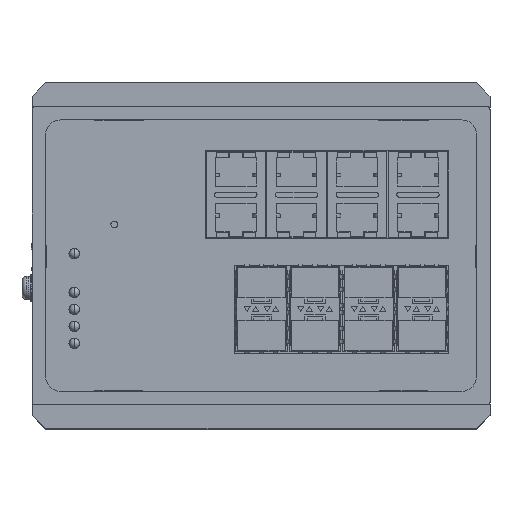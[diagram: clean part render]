
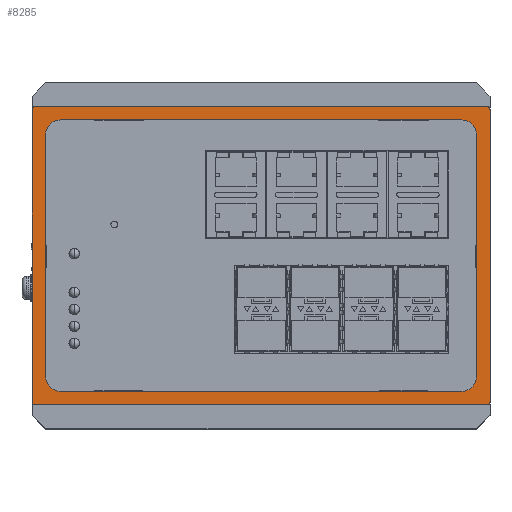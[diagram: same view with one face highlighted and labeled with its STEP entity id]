
A CAD part, top view. The second image highlights one B-rep face of the part: STEP entity #8285.
In plain terms, the highlighted face is planar.
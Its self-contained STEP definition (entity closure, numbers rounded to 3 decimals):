
#6132=DIRECTION('',(1.,0.,0.));
#6133=VECTOR('',#6132,118.4);
#6134=CARTESIAN_POINT('',(-85.772,-24.845,0.));
#6135=LINE('',#6134,#6133);
#6568=CARTESIAN_POINT('',(-93.072,58.155,0.));
#6569=DIRECTION('',(0.,0.,1.));
#6570=DIRECTION('',(0.,1.,0.));
#6571=AXIS2_PLACEMENT_3D('',#6568,#6569,#6570);
#6573=DIRECTION('',(0.,-1.,0.));
#6574=VECTOR('',#6573,86.);
#6575=CARTESIAN_POINT('',(-94.072,58.155,0.));
#6576=LINE('',#6575,#6574);
#6577=CARTESIAN_POINT('',(-93.072,-27.845,0.));
#6578=DIRECTION('',(0.,0.,1.));
#6579=DIRECTION('',(-1.,0.,0.));
#6580=AXIS2_PLACEMENT_3D('',#6577,#6578,#6579);
#6582=DIRECTION('',(1.,0.,0.));
#6583=VECTOR('',#6582,133.);
#6584=CARTESIAN_POINT('',(-93.072,-28.845,0.));
#6585=LINE('',#6584,#6583);
#6586=CARTESIAN_POINT('',(39.928,-27.845,0.));
#6587=DIRECTION('',(0.,0.,1.));
#6588=DIRECTION('',(0.,-1.,0.));
#6589=AXIS2_PLACEMENT_3D('',#6586,#6587,#6588);
#6591=DIRECTION('',(0.,1.,0.));
#6592=VECTOR('',#6591,86.);
#6593=CARTESIAN_POINT('',(40.928,-27.845,0.));
#6594=LINE('',#6593,#6592);
#6595=CARTESIAN_POINT('',(39.928,58.155,0.));
#6596=DIRECTION('',(0.,0.,1.));
#6597=DIRECTION('',(1.,0.,0.));
#6598=AXIS2_PLACEMENT_3D('',#6595,#6596,#6597);
#6600=DIRECTION('',(-1.,0.,0.));
#6601=VECTOR('',#6600,133.);
#6602=CARTESIAN_POINT('',(39.928,59.155,0.));
#6603=LINE('',#6602,#6601);
#6604=CARTESIAN_POINT('',(-85.772,50.855,0.));
#6605=DIRECTION('',(0.,0.,-1.));
#6606=DIRECTION('',(-1.,0.,0.));
#6607=AXIS2_PLACEMENT_3D('',#6604,#6605,#6606);
#6609=CARTESIAN_POINT('',(32.628,50.855,0.));
#6610=DIRECTION('',(0.,0.,-1.));
#6611=DIRECTION('',(0.,1.,0.));
#6612=AXIS2_PLACEMENT_3D('',#6609,#6610,#6611);
#6614=CARTESIAN_POINT('',(32.628,-20.545,0.));
#6615=DIRECTION('',(0.,0.,-1.));
#6616=DIRECTION('',(1.,0.,0.));
#6617=AXIS2_PLACEMENT_3D('',#6614,#6615,#6616);
#6619=CARTESIAN_POINT('',(-85.772,-20.545,0.));
#6620=DIRECTION('',(0.,0.,-1.));
#6621=DIRECTION('',(0.,-1.,0.));
#6622=AXIS2_PLACEMENT_3D('',#6619,#6620,#6621);
#6674=DIRECTION('',(-1.,0.,0.));
#6675=VECTOR('',#6674,118.4);
#6676=CARTESIAN_POINT('',(32.628,55.155,0.));
#6677=LINE('',#6676,#6675);
#7288=DIRECTION('',(0.,1.,0.));
#7289=VECTOR('',#7288,71.4);
#7290=CARTESIAN_POINT('',(36.928,-20.545,0.));
#7291=LINE('',#7290,#7289);
#7344=DIRECTION('',(0.,-1.,0.));
#7345=VECTOR('',#7344,71.4);
#7346=CARTESIAN_POINT('',(-90.072,50.855,0.));
#7347=LINE('',#7346,#7345);
#7384=CARTESIAN_POINT('',(-85.772,-24.845,0.));
#7385=VERTEX_POINT('',#7384);
#7386=CARTESIAN_POINT('',(32.628,-24.845,0.));
#7387=VERTEX_POINT('',#7386);
#7592=CARTESIAN_POINT('',(-94.072,58.155,0.));
#7593=VERTEX_POINT('',#7592);
#7594=CARTESIAN_POINT('',(-93.072,59.155,0.));
#7595=VERTEX_POINT('',#7594);
#7596=CARTESIAN_POINT('',(-94.072,-27.845,0.));
#7597=VERTEX_POINT('',#7596);
#7598=CARTESIAN_POINT('',(-93.072,-28.845,0.));
#7599=VERTEX_POINT('',#7598);
#7600=CARTESIAN_POINT('',(39.928,-28.845,0.));
#7601=VERTEX_POINT('',#7600);
#7602=CARTESIAN_POINT('',(40.928,-27.845,0.));
#7603=VERTEX_POINT('',#7602);
#7604=CARTESIAN_POINT('',(40.928,58.155,0.));
#7605=VERTEX_POINT('',#7604);
#7606=CARTESIAN_POINT('',(39.928,59.155,0.));
#7607=VERTEX_POINT('',#7606);
#7608=CARTESIAN_POINT('',(-90.072,50.855,0.));
#7609=CARTESIAN_POINT('',(-85.772,55.155,0.));
#7610=VERTEX_POINT('',#7608);
#7611=VERTEX_POINT('',#7609);
#7612=CARTESIAN_POINT('',(32.628,55.155,0.));
#7613=VERTEX_POINT('',#7612);
#7614=CARTESIAN_POINT('',(36.928,50.855,0.));
#7615=VERTEX_POINT('',#7614);
#7616=CARTESIAN_POINT('',(36.928,-20.545,0.));
#7617=VERTEX_POINT('',#7616);
#7618=CARTESIAN_POINT('',(-90.072,-20.545,0.));
#7619=VERTEX_POINT('',#7618);
#8253=CARTESIAN_POINT('',(-93.072,58.155,0.));
#8254=DIRECTION('',(0.,0.,-1.));
#8255=DIRECTION('',(-1.,0.,0.));
#8256=AXIS2_PLACEMENT_3D('',#8253,#8254,#8255);
#8257=PLANE('',#8256);
#8258=ORIENTED_EDGE('',*,*,#8149,.T.);
#8259=ORIENTED_EDGE('',*,*,#8164,.T.);
#8260=ORIENTED_EDGE('',*,*,#8178,.T.);
#8261=ORIENTED_EDGE('',*,*,#8192,.T.);
#8262=ORIENTED_EDGE('',*,*,#8206,.T.);
#8263=ORIENTED_EDGE('',*,*,#8220,.T.);
#8264=ORIENTED_EDGE('',*,*,#8234,.T.);
#8265=ORIENTED_EDGE('',*,*,#8247,.T.);
#8266=EDGE_LOOP('',(#8258,#8259,#8260,#8261,#8262,#8263,#8264,#8265));
#8267=FACE_OUTER_BOUND('',#8266,.F.);
#8269=ORIENTED_EDGE('',*,*,#8268,.T.);
#8271=ORIENTED_EDGE('',*,*,#8270,.F.);
#8273=ORIENTED_EDGE('',*,*,#8272,.T.);
#8275=ORIENTED_EDGE('',*,*,#8274,.F.);
#8277=ORIENTED_EDGE('',*,*,#8276,.T.);
#8278=ORIENTED_EDGE('',*,*,#7781,.F.);
#8280=ORIENTED_EDGE('',*,*,#8279,.T.);
#8282=ORIENTED_EDGE('',*,*,#8281,.F.);
#8283=EDGE_LOOP('',(#8269,#8271,#8273,#8275,#8277,#8278,#8280,#8282));
#8284=FACE_BOUND('',#8283,.F.);
#8285=ADVANCED_FACE('',(#8267,#8284),#8257,.T.);
#6572=CIRCLE('',#6571,1.);
#6581=CIRCLE('',#6580,1.);
#6590=CIRCLE('',#6589,1.);
#6599=CIRCLE('',#6598,1.);
#6608=CIRCLE('',#6607,4.3);
#6613=CIRCLE('',#6612,4.3);
#6618=CIRCLE('',#6617,4.3);
#6623=CIRCLE('',#6622,4.3);
#7781=EDGE_CURVE('',#7385,#7387,#6135,.T.);
#8149=EDGE_CURVE('',#7595,#7593,#6572,.T.);
#8164=EDGE_CURVE('',#7593,#7597,#6576,.T.);
#8178=EDGE_CURVE('',#7597,#7599,#6581,.T.);
#8192=EDGE_CURVE('',#7599,#7601,#6585,.T.);
#8206=EDGE_CURVE('',#7601,#7603,#6590,.T.);
#8220=EDGE_CURVE('',#7603,#7605,#6594,.T.);
#8234=EDGE_CURVE('',#7605,#7607,#6599,.T.);
#8247=EDGE_CURVE('',#7607,#7595,#6603,.T.);
#8268=EDGE_CURVE('',#7610,#7611,#6608,.T.);
#8270=EDGE_CURVE('',#7613,#7611,#6677,.T.);
#8272=EDGE_CURVE('',#7613,#7615,#6613,.T.);
#8274=EDGE_CURVE('',#7617,#7615,#7291,.T.);
#8276=EDGE_CURVE('',#7617,#7387,#6618,.T.);
#8279=EDGE_CURVE('',#7385,#7619,#6623,.T.);
#8281=EDGE_CURVE('',#7610,#7619,#7347,.T.);
